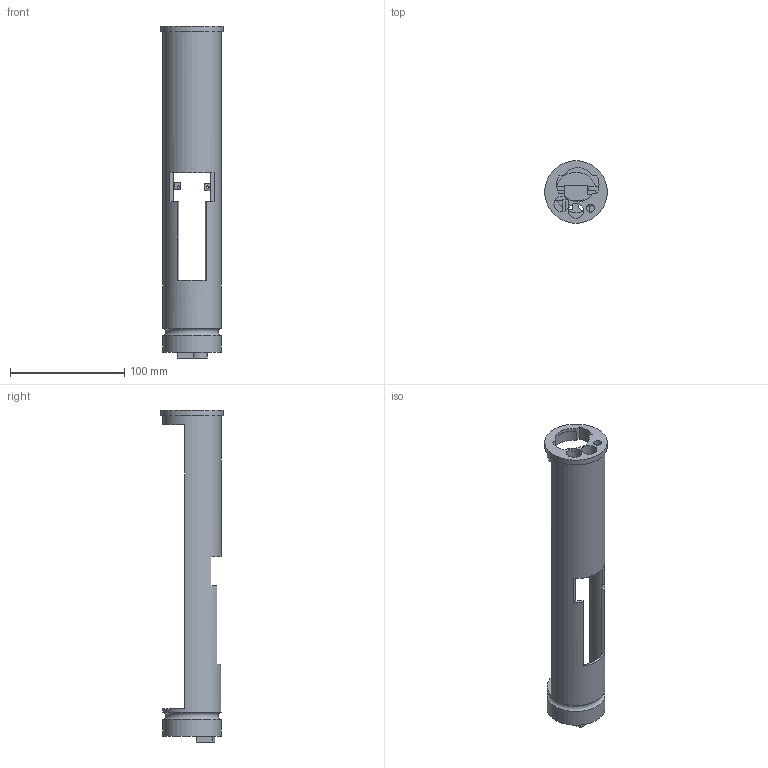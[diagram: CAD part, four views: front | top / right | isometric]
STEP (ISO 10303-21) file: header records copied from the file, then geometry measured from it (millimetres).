
FILE_DESCRIPTION(/* description */ (''),/* implementation_level */ '2;1');
FILE_NAME(/* name */ 'PCB tray CAD v2.step',/* time_stamp */ '2024-10-26T20:34:43+06:00',/* author */ (''),/* organization */ (''),/* preprocessor_version */ 'ST-DEVELOPER v20',/* originating_system */ 'Autodesk Translation Framework v13.20.0.188',/* authorisation */ '');
FILE_SCHEMA (('AUTOMOTIVE_DESIGN { 1 0 10303 214 3 1 1 }'));
Length unit declared in the file: millimetre
Products named in the file (1): PCB tray CAD
Bounding box: 54.8 x 54.8 x 290.72 mm (x, y, z)
Volume: 80349 mm3; surface area: 68119.5 mm2
Topology: 1 solids, 1 shells, 110 faces, 309 edges, 204 vertices
Faces by surface type: plane 87, cylinder 22, torus 1
Full cylindrical faces by diameter (mm): 2.028 x2, 6.684 x1, 6.8 x1, 13.2 x1, 13.3 x1, 35.56 x1, 46.8 x1, 50.8 x2, 54.8 x1
Entity records: 3633 total; most frequent: CARTESIAN_POINT 624, ORIENTED_EDGE 618, DIRECTION 610, EDGE_CURVE 309, LINE 230, VECTOR 230, VERTEX_POINT 204, AXIS2_PLACEMENT_3D 190
